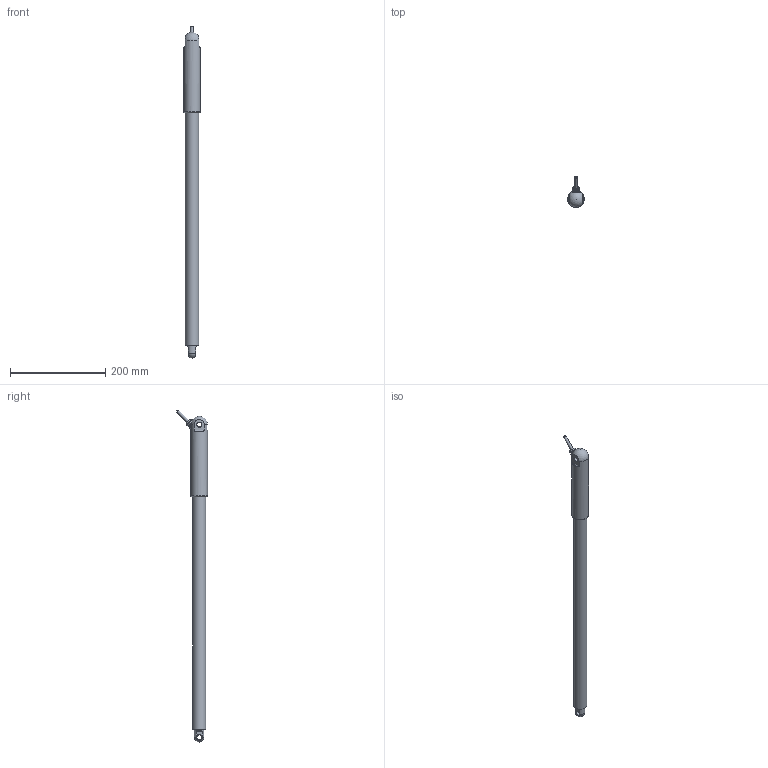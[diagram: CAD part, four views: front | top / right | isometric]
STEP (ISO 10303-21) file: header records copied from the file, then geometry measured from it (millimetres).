
FILE_DESCRIPTION(/* description */ (''),/* implementation_level */ '2;1');
FILE_NAME(/* name */ 'FA-BS35-F-12-18.stp',/* time_stamp */ '2023-07-04T22:00:04+01:00',/* author */ ('PC'),/* organization */ (''),/* preprocessor_version */ 'ST-DEVELOPER v18',/* originating_system */ 'Autodesk Inventor 2020',/* authorisation */ '');
FILE_SCHEMA (('AUTOMOTIVE_DESIGN { 1 0 10303 214 3 1 1 }'));
Length unit declared in the file: inch
Products named in the file (3): Assembly 18in; Body; Shaft 18in
Assembly tree (2 placements, depth 2):
  Assembly 18in
    Body
    Shaft 18in
Bounding box: 35 x 65.28 x 697.88 mm (x, y, z)
Volume: 462657.6 mm3; surface area: 127225.1 mm2
Topology: 2 solids, 2 shells, 74 faces, 206 edges, 143 vertices
Faces by surface type: plane 34, cylinder 29, cone 4, bspline 3, torus 2, sphere 2
Full cylindrical faces by diameter (mm): 1.8 x2, 6 x1, 10 x2, 12.5 x1, 13.8 x2, 20 x2, 28 x1, 35 x1
Entity records: 2853 total; most frequent: CARTESIAN_POINT 765, DIRECTION 444, ORIENTED_EDGE 408, EDGE_CURVE 204, AXIS2_PLACEMENT_3D 180, VERTEX_POINT 143, CIRCLE 101, EDGE_LOOP 87
